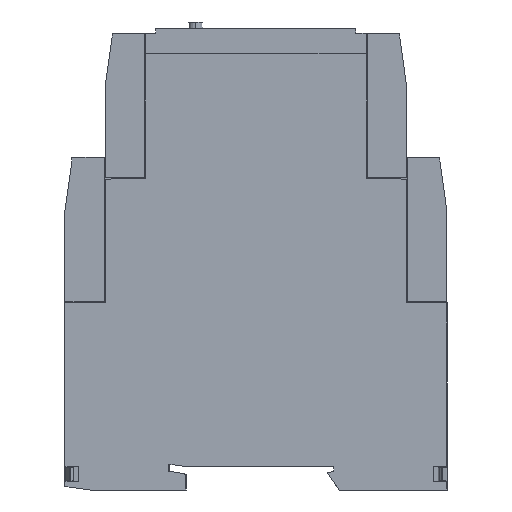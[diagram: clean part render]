
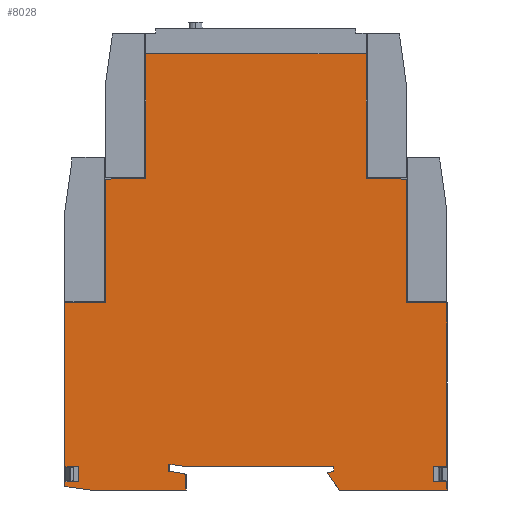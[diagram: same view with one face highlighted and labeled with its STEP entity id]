
A CAD part, left-side view. The second image highlights one B-rep face of the part: STEP entity #8028.
In plain terms, the highlighted planar face has unit normal (-1, 0, 0).
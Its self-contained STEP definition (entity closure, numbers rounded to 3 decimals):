
#8028=ADVANCED_FACE('',(#16327),#16328,.F.);
#16327=FACE_OUTER_BOUND('',#24670,.T.);
#16328=PLANE('',#24671);
#24670=EDGE_LOOP('',(#49874,#49875,#49876,#49877,#49878,#49879,#49880,#49881,#49882,#49883,#49884,#49885,#49886,#49887,#49888,#49889,#49890,#49891,#49892,#49893,#49894,#49895,#49896,#49897,#49898,#49899,#49900,#49901,#49902,#49903,#49904));
#24671=AXIS2_PLACEMENT_3D('',#49905,#49906,#49907);
#49874=ORIENTED_EDGE('',*,*,#60229,.F.);
#49875=ORIENTED_EDGE('',*,*,#60267,.F.);
#49876=ORIENTED_EDGE('',*,*,#60268,.F.);
#49877=ORIENTED_EDGE('',*,*,#60269,.F.);
#49878=ORIENTED_EDGE('',*,*,#60257,.F.);
#49879=ORIENTED_EDGE('',*,*,#60260,.F.);
#49880=ORIENTED_EDGE('',*,*,#60270,.F.);
#49881=ORIENTED_EDGE('',*,*,#60271,.T.);
#49882=ORIENTED_EDGE('',*,*,#60272,.T.);
#49883=ORIENTED_EDGE('',*,*,#60273,.T.);
#49884=ORIENTED_EDGE('',*,*,#60274,.F.);
#49885=ORIENTED_EDGE('',*,*,#60275,.F.);
#49886=ORIENTED_EDGE('',*,*,#60276,.F.);
#49887=ORIENTED_EDGE('',*,*,#60277,.F.);
#49888=ORIENTED_EDGE('',*,*,#60278,.F.);
#49889=ORIENTED_EDGE('',*,*,#60279,.F.);
#49890=ORIENTED_EDGE('',*,*,#60280,.F.);
#49891=ORIENTED_EDGE('',*,*,#60281,.F.);
#49892=ORIENTED_EDGE('',*,*,#60282,.F.);
#49893=ORIENTED_EDGE('',*,*,#55858,.F.);
#49894=ORIENTED_EDGE('',*,*,#60283,.F.);
#49895=ORIENTED_EDGE('',*,*,#60284,.T.);
#49896=ORIENTED_EDGE('',*,*,#60285,.T.);
#49897=ORIENTED_EDGE('',*,*,#60286,.T.);
#49898=ORIENTED_EDGE('',*,*,#60287,.F.);
#49899=ORIENTED_EDGE('',*,*,#60288,.F.);
#49900=ORIENTED_EDGE('',*,*,#60289,.F.);
#49901=ORIENTED_EDGE('',*,*,#60290,.F.);
#49902=ORIENTED_EDGE('',*,*,#60291,.F.);
#49903=ORIENTED_EDGE('',*,*,#60292,.F.);
#49904=ORIENTED_EDGE('',*,*,#60293,.F.);
#49905=CARTESIAN_POINT('',(0.0,43.075,43.271));
#49906=DIRECTION('',(1.0,0.0,0.0));
#49907=DIRECTION('',(0.0,0.0,-1.0));
#55858=EDGE_CURVE('',#68618,#68620,#68621,.T.);
#60229=EDGE_CURVE('',#75041,#75043,#75044,.T.);
#60257=EDGE_CURVE('',#75084,#75080,#75086,.T.);
#60260=EDGE_CURVE('',#75088,#75084,#75090,.T.);
#60267=EDGE_CURVE('',#75097,#75041,#75098,.T.);
#60268=EDGE_CURVE('',#75099,#75097,#75100,.T.);
#60269=EDGE_CURVE('',#75080,#75099,#75101,.T.);
#60270=EDGE_CURVE('',#75102,#75088,#75103,.T.);
#60271=EDGE_CURVE('',#75102,#75104,#75105,.T.);
#60272=EDGE_CURVE('',#75104,#75106,#75107,.T.);
#60273=EDGE_CURVE('',#75106,#75108,#75109,.T.);
#60274=EDGE_CURVE('',#75110,#75108,#75111,.T.);
#60275=EDGE_CURVE('',#75112,#75110,#75113,.T.);
#60276=EDGE_CURVE('',#75114,#75112,#75115,.T.);
#60277=EDGE_CURVE('',#75116,#75114,#75117,.T.);
#60278=EDGE_CURVE('',#75118,#75116,#75119,.T.);
#60279=EDGE_CURVE('',#75120,#75118,#75121,.T.);
#60280=EDGE_CURVE('',#75122,#75120,#75123,.T.);
#60281=EDGE_CURVE('',#75124,#75122,#75125,.T.);
#60282=EDGE_CURVE('',#68620,#75124,#75126,.T.);
#60283=EDGE_CURVE('',#75127,#68618,#75128,.T.);
#60284=EDGE_CURVE('',#75127,#75129,#75130,.T.);
#60285=EDGE_CURVE('',#75129,#75131,#75132,.T.);
#60286=EDGE_CURVE('',#75131,#75133,#75134,.T.);
#60287=EDGE_CURVE('',#75135,#75133,#75136,.T.);
#60288=EDGE_CURVE('',#75137,#75135,#75138,.T.);
#60289=EDGE_CURVE('',#75139,#75137,#75140,.T.);
#60290=EDGE_CURVE('',#75141,#75139,#75142,.T.);
#60291=EDGE_CURVE('',#75143,#75141,#75144,.T.);
#60292=EDGE_CURVE('',#75145,#75143,#75146,.T.);
#60293=EDGE_CURVE('',#75043,#75145,#75147,.T.);
#68618=VERTEX_POINT('',#87629);
#68620=VERTEX_POINT('',#87632);
#68621=LINE('',#87633,#87634);
#75041=VERTEX_POINT('',#98561);
#75043=VERTEX_POINT('',#98564);
#75044=LINE('',#98565,#98566);
#75080=VERTEX_POINT('',#98620);
#75084=VERTEX_POINT('',#98626);
#75086=LINE('',#98629,#98630);
#75088=VERTEX_POINT('',#98632);
#75090=LINE('',#98635,#98636);
#75097=VERTEX_POINT('',#98645);
#75098=LINE('',#98646,#98647);
#75099=VERTEX_POINT('',#98648);
#75100=LINE('',#98649,#98650);
#75101=LINE('',#98651,#98652);
#75102=VERTEX_POINT('',#98653);
#75103=LINE('',#98654,#98655);
#75104=VERTEX_POINT('',#98656);
#75105=LINE('',#98657,#98658);
#75106=VERTEX_POINT('',#98659);
#75107=LINE('',#98660,#98661);
#75108=VERTEX_POINT('',#98662);
#75109=LINE('',#98663,#98664);
#75110=VERTEX_POINT('',#98665);
#75111=LINE('',#98666,#98667);
#75112=VERTEX_POINT('',#98668);
#75113=LINE('',#98669,#98670);
#75114=VERTEX_POINT('',#98671);
#75115=LINE('',#98672,#98673);
#75116=VERTEX_POINT('',#98674);
#75117=LINE('',#98675,#98676);
#75118=VERTEX_POINT('',#98677);
#75119=LINE('',#98678,#98679);
#75120=VERTEX_POINT('',#98680);
#75121=LINE('',#98681,#98682);
#75122=VERTEX_POINT('',#98683);
#75123=LINE('',#98684,#98685);
#75124=VERTEX_POINT('',#98686);
#75125=LINE('',#98687,#98688);
#75126=LINE('',#98689,#98690);
#75127=VERTEX_POINT('',#98691);
#75128=LINE('',#98692,#98693);
#75129=VERTEX_POINT('',#98694);
#75130=LINE('',#98695,#98696);
#75131=VERTEX_POINT('',#98697);
#75132=LINE('',#98698,#98699);
#75133=VERTEX_POINT('',#98700);
#75134=LINE('',#98701,#98702);
#75135=VERTEX_POINT('',#98703);
#75136=LINE('',#98704,#98705);
#75137=VERTEX_POINT('',#98706);
#75138=LINE('',#98707,#98708);
#75139=VERTEX_POINT('',#98709);
#75140=LINE('',#98710,#98711);
#75141=VERTEX_POINT('',#98712);
#75142=LINE('',#98713,#98714);
#75143=VERTEX_POINT('',#98715);
#75144=CIRCLE('',#98716,45.43);
#75145=VERTEX_POINT('',#98717);
#75146=LINE('',#98718,#98719);
#75147=LINE('',#98720,#98721);
#87629=CARTESIAN_POINT('',(0.0,85.65,41.936));
#87632=CARTESIAN_POINT('',(0.0,76.55,42.095));
#87633=CARTESIAN_POINT('',(0.0,85.65,41.936));
#87634=VECTOR('',#104255,1.0);
#98561=CARTESIAN_POINT('',(0.0,25.35,5.295));
#98564=CARTESIAN_POINT('',(0.0,58.85,5.295));
#98565=CARTESIAN_POINT('',(0.0,25.35,5.295));
#98566=VECTOR('',#107803,1.0);
#98620=CARTESIAN_POINT('',(0.,26.783,3.706));
#98626=CARTESIAN_POINT('',(0.0,24.188,0.0));
#98629=CARTESIAN_POINT('',(0.0,24.188,0.0));
#98630=VECTOR('',#107825,1.0);
#98632=CARTESIAN_POINT('',(0.0,0.05,0.0));
#98635=CARTESIAN_POINT('',(0.0,0.05,0.0));
#98636=VECTOR('',#107827,1.0);
#98645=CARTESIAN_POINT('',(0.0,25.35,4.195));
#98646=CARTESIAN_POINT('',(0.0,25.35,4.195));
#98647=VECTOR('',#107830,1.0);
#98648=CARTESIAN_POINT('',(0.0,26.741,3.822));
#98649=CARTESIAN_POINT('',(0.0,26.741,3.822));
#98650=VECTOR('',#107831,1.0);
#98651=CARTESIAN_POINT('',(0.0,26.783,3.706));
#98652=VECTOR('',#107832,1.0);
#98653=CARTESIAN_POINT('',(0.0,0.05,1.86));
#98654=CARTESIAN_POINT('',(0.0,0.05,41.936));
#98655=VECTOR('',#107833,1.0);
#98656=CARTESIAN_POINT('',(0.0,3.06,1.86));
#98657=CARTESIAN_POINT('',(0.0,22.315,1.86));
#98658=VECTOR('',#107834,1.0);
#98659=CARTESIAN_POINT('',(0.0,3.06,5.23));
#98660=CARTESIAN_POINT('',(0.0,3.06,23.408));
#98661=VECTOR('',#107835,1.0);
#98662=CARTESIAN_POINT('',(0.0,0.05,5.23));
#98663=CARTESIAN_POINT('',(0.0,22.315,5.23));
#98664=VECTOR('',#107836,1.0);
#98665=CARTESIAN_POINT('',(0.0,0.05,41.936));
#98666=CARTESIAN_POINT('',(0.0,0.05,41.936));
#98667=VECTOR('',#107837,1.0);
#98668=CARTESIAN_POINT('',(0.0,9.15,42.095));
#98669=CARTESIAN_POINT('',(0.0,9.15,42.095));
#98670=VECTOR('',#107838,1.0);
#98671=CARTESIAN_POINT('',(0.0,9.15,69.688));
#98672=CARTESIAN_POINT('',(0.0,9.15,69.688));
#98673=VECTOR('',#107839,1.0);
#98674=CARTESIAN_POINT('',(0.0,18.15,69.845));
#98675=CARTESIAN_POINT('',(0.0,18.15,69.845));
#98676=VECTOR('',#107840,1.0);
#98677=CARTESIAN_POINT('',(0.0,18.15,97.781));
#98678=CARTESIAN_POINT('',(0.0,18.15,97.781));
#98679=VECTOR('',#107841,1.0);
#98680=CARTESIAN_POINT('',(0.0,67.55,97.781));
#98681=CARTESIAN_POINT('',(0.0,67.55,97.781));
#98682=VECTOR('',#107842,1.0);
#98683=CARTESIAN_POINT('',(0.0,67.55,69.845));
#98684=CARTESIAN_POINT('',(0.0,67.55,69.845));
#98685=VECTOR('',#107843,1.0);
#98686=CARTESIAN_POINT('',(0.0,76.55,69.688));
#98687=CARTESIAN_POINT('',(0.0,76.55,69.688));
#98688=VECTOR('',#107844,1.0);
#98689=CARTESIAN_POINT('',(0.0,76.55,42.095));
#98690=VECTOR('',#107845,1.0);
#98691=CARTESIAN_POINT('',(0.0,85.65,5.23));
#98692=CARTESIAN_POINT('',(0.0,85.65,0.8));
#98693=VECTOR('',#107846,1.0);
#98694=CARTESIAN_POINT('',(0.0,82.64,5.23));
#98695=CARTESIAN_POINT('',(0.0,63.61,5.23));
#98696=VECTOR('',#107847,1.0);
#98697=CARTESIAN_POINT('',(0.0,82.64,1.86));
#98698=CARTESIAN_POINT('',(0.0,82.64,23.408));
#98699=VECTOR('',#107848,1.0);
#98700=CARTESIAN_POINT('',(0.0,85.65,1.86));
#98701=CARTESIAN_POINT('',(0.0,63.61,1.86));
#98702=VECTOR('',#107849,1.0);
#98703=CARTESIAN_POINT('',(0.0,85.65,0.8));
#98704=CARTESIAN_POINT('',(0.0,85.65,0.8));
#98705=VECTOR('',#107850,1.0);
#98706=CARTESIAN_POINT('',(0.0,79.957,0.0));
#98707=CARTESIAN_POINT('',(0.0,79.957,0.0));
#98708=VECTOR('',#107851,1.0);
#98709=CARTESIAN_POINT('',(0.0,58.555,0.0));
#98710=CARTESIAN_POINT('',(0.0,58.555,0.0));
#98711=VECTOR('',#107852,1.0);
#98712=CARTESIAN_POINT('',(0.0,58.555,3.496));
#98713=CARTESIAN_POINT('',(0.0,58.555,3.496));
#98714=VECTOR('',#107853,1.0);
#98715=CARTESIAN_POINT('',(0.0,62.35,4.195));
#98716=AXIS2_PLACEMENT_3D('',#107854,#107855,#107856);
#98717=CARTESIAN_POINT('',(0.0,62.35,5.795));
#98718=CARTESIAN_POINT('',(0.0,62.35,5.795));
#98719=VECTOR('',#107857,1.0);
#98720=CARTESIAN_POINT('',(0.0,58.85,5.295));
#98721=VECTOR('',#107858,1.0);
#104255=DIRECTION('',(0.0,-1.,0.017));
#107803=DIRECTION('',(0.0,1.0,0.0));
#107825=DIRECTION('',(0.0,0.574,0.819));
#107827=DIRECTION('',(0.0,1.0,0.0));
#107830=DIRECTION('',(0.0,0.0,1.0));
#107831=DIRECTION('',(0.0,-0.966,0.259));
#107832=DIRECTION('',(0.0,-0.342,0.94));
#107833=DIRECTION('',(0.0,0.0,-1.0));
#107834=DIRECTION('',(0.0,1.0,0.0));
#107835=DIRECTION('',(0.0,0.0,1.0));
#107836=DIRECTION('',(0.0,-1.0,0.0));
#107837=DIRECTION('',(0.0,0.0,-1.0));
#107838=DIRECTION('',(0.0,-1.,-0.017));
#107839=DIRECTION('',(0.0,0.0,-1.0));
#107840=DIRECTION('',(0.0,-1.,-0.017));
#107841=DIRECTION('',(0.0,0.0,-1.0));
#107842=DIRECTION('',(0.0,-1.0,0.0));
#107843=DIRECTION('',(0.0,0.0,1.0));
#107844=DIRECTION('',(0.0,-1.,0.017));
#107845=DIRECTION('',(0.0,0.0,1.0));
#107846=DIRECTION('',(0.0,0.0,1.0));
#107847=DIRECTION('',(0.0,-1.0,0.0));
#107848=DIRECTION('',(0.0,0.0,-1.0));
#107849=DIRECTION('',(0.0,1.0,0.0));
#107850=DIRECTION('',(0.0,0.0,1.0));
#107851=DIRECTION('',(0.0,0.99,0.139));
#107852=DIRECTION('',(0.0,1.0,0.0));
#107853=DIRECTION('',(0.0,0.,-1.));
#107854=CARTESIAN_POINT('',(0.0,68.673,-40.793));
#107855=DIRECTION('',(1.0,0.0,0.0));
#107856=DIRECTION('',(0.0,-0.139,0.99));
#107857=DIRECTION('',(0.0,0.0,-1.0));
#107858=DIRECTION('',(0.0,0.99,0.141));
